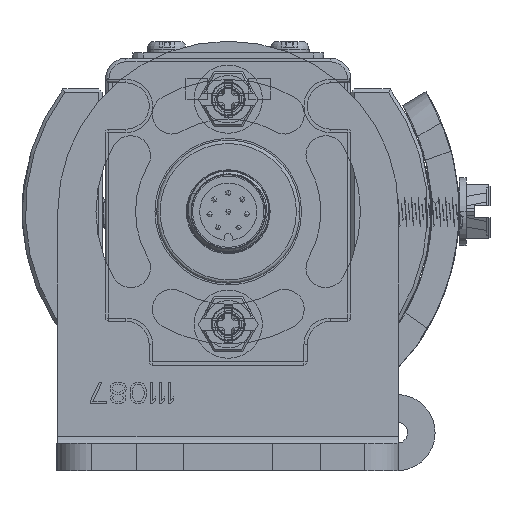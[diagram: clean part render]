
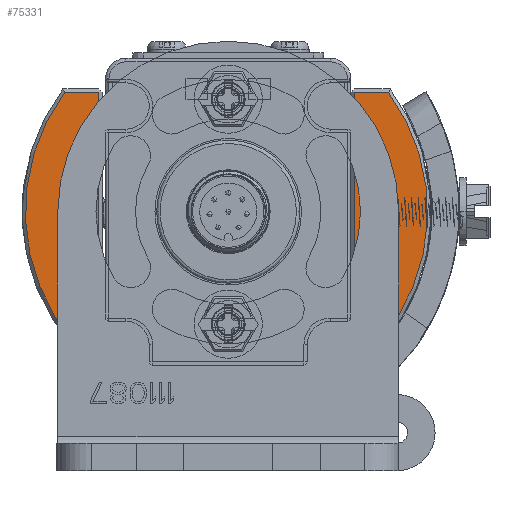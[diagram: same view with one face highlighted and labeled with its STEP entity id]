
A CAD part, front view. The second image highlights one B-rep face of the part: STEP entity #75331.
In plain terms, the highlighted face is planar.
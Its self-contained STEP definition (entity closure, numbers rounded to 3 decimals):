
#74316=DIRECTION('',(1.,0.,0.));
#74317=VECTOR('',#74316,37.);
#74318=CARTESIAN_POINT('',(-19.5,-18.75,-10.));
#74319=LINE('',#74318,#74317);
#74336=DIRECTION('',(0.,-1.,0.));
#74337=VECTOR('',#74336,4.999);
#74338=CARTESIAN_POINT('',(17.5,-18.75,-10.));
#74339=LINE('',#74338,#74337);
#74354=CARTESIAN_POINT('',(0.,0.,-10.));
#74355=DIRECTION('',(0.,0.,-1.));
#74356=DIRECTION('',(0.593,-0.805,0.));
#74357=AXIS2_PLACEMENT_3D('',#74354,#74355,#74356);
#74977=CARTESIAN_POINT('',(-19.5,15.25,-10.));
#74978=DIRECTION('',(0.,0.,1.));
#74979=DIRECTION('',(0.,1.,0.));
#74980=AXIS2_PLACEMENT_3D('',#74977,#74978,#74979);
#74982=DIRECTION('',(-1.,0.,0.));
#74983=VECTOR('',#74982,37.);
#74984=CARTESIAN_POINT('',(17.5,18.75,-10.));
#74985=LINE('',#74984,#74983);
#74998=DIRECTION('',(0.,-1.,0.));
#74999=VECTOR('',#74998,4.999);
#75000=CARTESIAN_POINT('',(17.5,23.749,-10.));
#75001=LINE('',#75000,#74999);
#75015=DIRECTION('',(0.,-1.,0.));
#75016=VECTOR('',#75015,30.5);
#75017=CARTESIAN_POINT('',(-23.,15.25,-10.));
#75018=LINE('',#75017,#75016);
#75036=CARTESIAN_POINT('',(-19.5,-15.25,-10.));
#75037=DIRECTION('',(0.,0.,1.));
#75038=DIRECTION('',(-1.,0.,0.));
#75039=AXIS2_PLACEMENT_3D('',#75036,#75037,#75038);
#75136=CARTESIAN_POINT('',(17.5,-23.749,-10.));
#75137=CARTESIAN_POINT('',(17.5,23.749,-10.));
#75138=VERTEX_POINT('',#75136);
#75139=VERTEX_POINT('',#75137);
#75140=CARTESIAN_POINT('',(17.5,18.75,-10.));
#75141=VERTEX_POINT('',#75140);
#75144=CARTESIAN_POINT('',(17.5,-18.75,-10.));
#75145=VERTEX_POINT('',#75144);
#75292=CARTESIAN_POINT('',(-19.5,18.75,-10.));
#75293=VERTEX_POINT('',#75292);
#75298=CARTESIAN_POINT('',(-23.,15.25,-10.));
#75299=VERTEX_POINT('',#75298);
#75300=CARTESIAN_POINT('',(-23.,-15.25,-10.));
#75301=VERTEX_POINT('',#75300);
#75306=CARTESIAN_POINT('',(-19.5,-18.75,-10.));
#75307=VERTEX_POINT('',#75306);
#75308=CARTESIAN_POINT('',(0.,0.,-10.));
#75309=DIRECTION('',(0.,0.,1.));
#75310=DIRECTION('',(1.,0.,0.));
#75311=AXIS2_PLACEMENT_3D('',#75308,#75309,#75310);
#75312=PLANE('',#75311);
#75314=ORIENTED_EDGE('',*,*,#75313,.F.);
#75316=ORIENTED_EDGE('',*,*,#75315,.F.);
#75318=ORIENTED_EDGE('',*,*,#75317,.F.);
#75320=ORIENTED_EDGE('',*,*,#75319,.F.);
#75322=ORIENTED_EDGE('',*,*,#75321,.F.);
#75324=ORIENTED_EDGE('',*,*,#75323,.F.);
#75326=ORIENTED_EDGE('',*,*,#75325,.F.);
#75328=ORIENTED_EDGE('',*,*,#75327,.F.);
#75329=EDGE_LOOP('',(#75314,#75316,#75318,#75320,#75322,#75324,#75326,#75328));
#75330=FACE_OUTER_BOUND('',#75329,.F.);
#75331=ADVANCED_FACE('',(#75330),#75312,.F.);
#74358=CIRCLE('',#74357,29.5);
#74981=CIRCLE('',#74980,3.5);
#75040=CIRCLE('',#75039,3.5);
#75313=EDGE_CURVE('',#75307,#75145,#74319,.T.);
#75315=EDGE_CURVE('',#75301,#75307,#75040,.T.);
#75317=EDGE_CURVE('',#75299,#75301,#75018,.T.);
#75319=EDGE_CURVE('',#75293,#75299,#74981,.T.);
#75321=EDGE_CURVE('',#75141,#75293,#74985,.T.);
#75323=EDGE_CURVE('',#75139,#75141,#75001,.T.);
#75325=EDGE_CURVE('',#75138,#75139,#74358,.T.);
#75327=EDGE_CURVE('',#75145,#75138,#74339,.T.);
